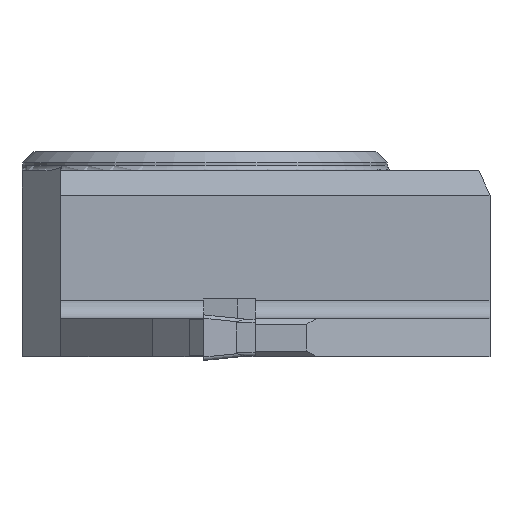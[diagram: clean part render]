
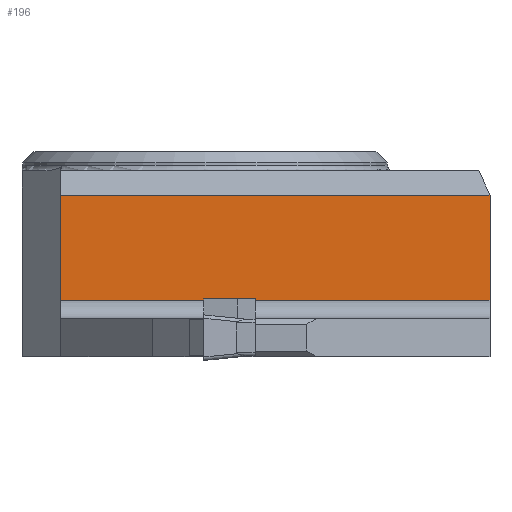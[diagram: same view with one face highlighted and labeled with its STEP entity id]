
A CAD part, left-side view. The second image highlights one B-rep face of the part: STEP entity #196.
In plain terms, the highlighted planar face has unit normal (-1, 0, 0).
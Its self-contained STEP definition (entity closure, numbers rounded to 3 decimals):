
#140=PLANE('',#1442);
#196=ADVANCED_FACE('CL_R_SU3',(#271),#140,.F.);
#271=FACE_OUTER_BOUND('',#336,.T.);
#336=EDGE_LOOP('',(#788,#789,#790,#791,#792,#793,#794,#795));
#415=LINE('',#1998,#551);
#430=LINE('',#2030,#566);
#442=LINE('',#2057,#578);
#445=LINE('',#2063,#581);
#446=LINE('',#2065,#582);
#447=LINE('',#2066,#583);
#448=LINE('',#2068,#584);
#449=LINE('',#2070,#585);
#551=VECTOR('',#1579,1.);
#566=VECTOR('',#1604,1.);
#578=VECTOR('',#1630,1.);
#581=VECTOR('',#1639,1.);
#582=VECTOR('',#1642,1.);
#583=VECTOR('',#1643,1.);
#584=VECTOR('',#1644,1.);
#585=VECTOR('',#1645,1.);
#788=ORIENTED_EDGE('',*,*,#1221,.T.);
#789=ORIENTED_EDGE('',*,*,#1225,.T.);
#790=ORIENTED_EDGE('',*,*,#1191,.T.);
#791=ORIENTED_EDGE('',*,*,#1226,.T.);
#792=ORIENTED_EDGE('',*,*,#1227,.F.);
#793=ORIENTED_EDGE('',*,*,#1228,.T.);
#794=ORIENTED_EDGE('',*,*,#1207,.F.);
#795=ORIENTED_EDGE('',*,*,#1224,.T.);
#1059=VERTEX_POINT('',#1989);
#1062=VERTEX_POINT('',#1997);
#1074=VERTEX_POINT('',#2029);
#1075=VERTEX_POINT('',#2031);
#1078=VERTEX_POINT('',#2041);
#1081=VERTEX_POINT('',#2055);
#1083=VERTEX_POINT('',#2067);
#1084=VERTEX_POINT('',#2069);
#1191=EDGE_CURVE('',#1059,#1062,#415,.T.);
#1207=EDGE_CURVE('',#1074,#1075,#430,.T.);
#1221=EDGE_CURVE('',#1078,#1081,#442,.T.);
#1224=EDGE_CURVE('',#1074,#1078,#445,.T.);
#1225=EDGE_CURVE('',#1081,#1059,#446,.T.);
#1226=EDGE_CURVE('',#1062,#1083,#447,.T.);
#1227=EDGE_CURVE('',#1084,#1083,#448,.T.);
#1228=EDGE_CURVE('',#1084,#1075,#449,.T.);
#1442=AXIS2_PLACEMENT_3D('',#2071,#1646,#1647);
#1579=DIRECTION('',(0.,0.,-1.));
#1604=DIRECTION('',(0.,0.,1.));
#1630=DIRECTION('',(0.,0.,1.));
#1639=DIRECTION('',(0.,-1.,0.));
#1642=DIRECTION('',(0.,1.,0.));
#1643=DIRECTION('',(0.,-1.,0.));
#1644=DIRECTION('',(0.,0.,-1.));
#1645=DIRECTION('',(0.,-1.,0.));
#1646=DIRECTION('',(1.,0.,0.));
#1647=DIRECTION('',(0.,0.,-1.));
#1989=CARTESIAN_POINT('',(-21.5,12.65,-3.491));
#1997=CARTESIAN_POINT('',(-21.5,12.65,-12.725));
#1998=CARTESIAN_POINT('',(-21.5,12.65,-50.));
#2029=CARTESIAN_POINT('',(-21.5,-4.395,-12.725));
#2030=CARTESIAN_POINT('',(-21.5,-4.395,-14.518));
#2031=CARTESIAN_POINT('',(-21.5,-4.395,-12.6));
#2041=CARTESIAN_POINT('',(-21.5,-25.,-12.725));
#2055=CARTESIAN_POINT('',(-21.5,-25.,-3.491));
#2057=CARTESIAN_POINT('',(-21.5,-25.,-50.));
#2063=CARTESIAN_POINT('',(-21.5,-110.,-12.725));
#2065=CARTESIAN_POINT('',(-21.5,-110.,-3.491));
#2066=CARTESIAN_POINT('',(-21.5,-110.,-12.725));
#2067=CARTESIAN_POINT('',(-21.5,0.1,-12.725));
#2068=CARTESIAN_POINT('',(-21.5,0.1,-16.));
#2069=CARTESIAN_POINT('',(-21.5,0.1,-12.6));
#2070=CARTESIAN_POINT('',(-21.5,0.,-12.6));
#2071=CARTESIAN_POINT('',(-21.5,-110.,155.675));
